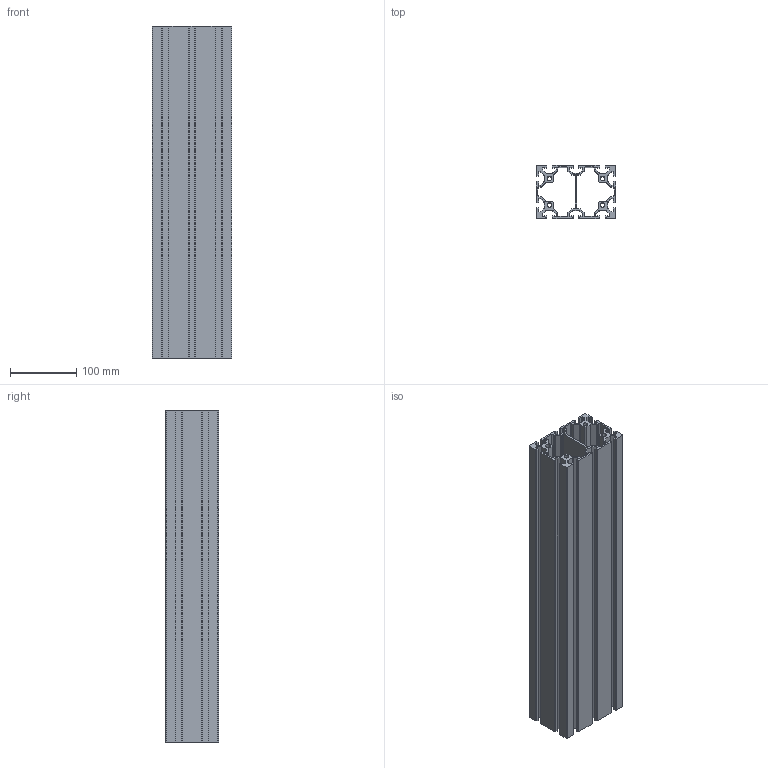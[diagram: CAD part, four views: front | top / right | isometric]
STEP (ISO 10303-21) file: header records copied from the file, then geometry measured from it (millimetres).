
FILE_DESCRIPTION (( 'STEP AP203' ), '1' );
FILE_NAME ('JL-8-80120E.STEP', '2021-10-26T10:10:20', ( '微软用户' ), ( '微软中国' ), 'SwSTEP 2.0', 'SolidWorks 2015', '' );
FILE_SCHEMA (( 'CONFIG_CONTROL_DESIGN' ));
Length unit declared in the file: millimetre
Products named in the file (1): JL-8-80120E
Bounding box: 120 x 80 x 500 mm (x, y, z)
Volume: 1182413.2 mm3; surface area: 696337.3 mm2
Topology: 1 solids, 1 shells, 588 faces, 1734 edges, 1156 vertices
Faces by surface type: plane 396, cylinder 120, bspline 72
Entity records: 22039 total; most frequent: CARTESIAN_POINT 6503, ORIENTED_EDGE 3468, DIRECTION 2864, EDGE_CURVE 1734, LINE 1350, VECTOR 1350, VERTEX_POINT 1156, AXIS2_PLACEMENT_3D 757
